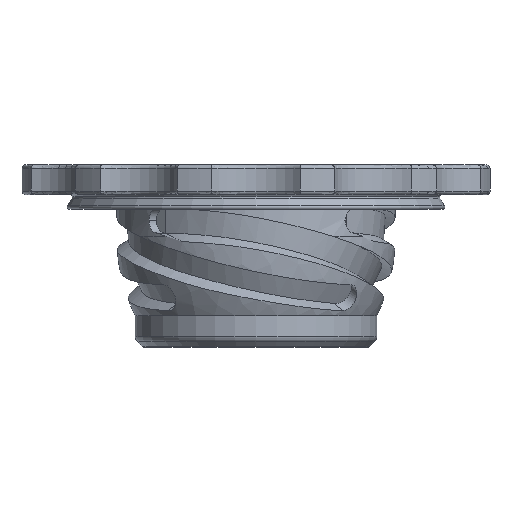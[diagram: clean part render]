
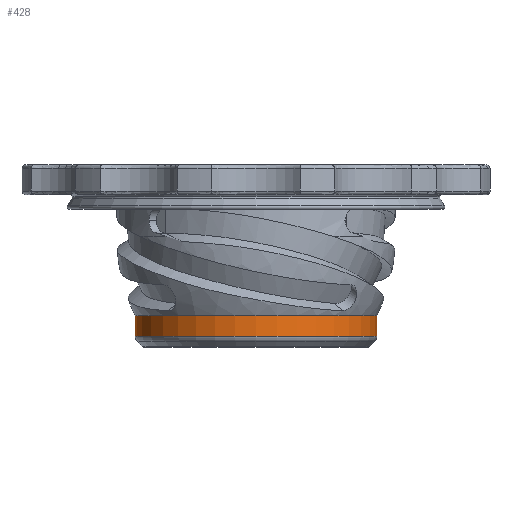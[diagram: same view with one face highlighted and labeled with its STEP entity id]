
A CAD part, front view. The second image highlights one B-rep face of the part: STEP entity #428.
In plain terms, the highlighted cylindrical face has radius 25.781 mm (diameter 51.562 mm), a partial arc.
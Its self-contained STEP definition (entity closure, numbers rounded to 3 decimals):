
#428 = ADVANCED_FACE ( 'NONE', ( #6364 ), #9425, .T. ) ;
#776 = VERTEX_POINT ( 'NONE', #4716 ) ;
#845 = DIRECTION ( 'NONE',  ( 0., 0., -1. ) ) ;
#1077 = VECTOR ( 'NONE', #845, 1000. ) ;
#1644 = EDGE_CURVE ( 'NONE', #9575, #2869, #4604, .T. ) ;
#1701 = AXIS2_PLACEMENT_3D ( 'NONE', #8809, #8754, #8848 ) ;
#2413 = DIRECTION ( 'NONE',  ( 0., 0., -1. ) ) ;
#2626 = EDGE_CURVE ( 'NONE', #2869, #5906, #3545, .T. ) ;
#2758 = ORIENTED_EDGE ( 'NONE', *, *, #9034, .F. ) ;
#2869 = VERTEX_POINT ( 'NONE', #3946 ) ;
#3346 = AXIS2_PLACEMENT_3D ( 'NONE', #7575, #2413, #8486 ) ;
#3410 = CARTESIAN_POINT ( 'NONE',  ( -25.781, 0., -19.444 ) ) ;
#3545 = CIRCLE ( 'NONE', #4299, 25.781 ) ;
#3946 = CARTESIAN_POINT ( 'NONE',  ( -25.781, 0., -23.876 ) ) ;
#4299 = AXIS2_PLACEMENT_3D ( 'NONE', #8174, #4408, #6657 ) ;
#4321 = CARTESIAN_POINT ( 'NONE',  ( 25.781, 0., -23.876 ) ) ;
#4408 = DIRECTION ( 'NONE',  ( 0., 0., 1. ) ) ;
#4604 = LINE ( 'NONE', #5658, #7543 ) ;
#4716 = CARTESIAN_POINT ( 'NONE',  ( 25.781, 0., -19.444 ) ) ;
#4867 = LINE ( 'NONE', #6233, #1077 ) ;
#5257 = ORIENTED_EDGE ( 'NONE', *, *, #7728, .T. ) ;
#5658 = CARTESIAN_POINT ( 'NONE',  ( -25.781, 0., 500000. ) ) ;
#5906 = VERTEX_POINT ( 'NONE', #4321 ) ;
#5998 = CIRCLE ( 'NONE', #1701, 25.781 ) ;
#6233 = CARTESIAN_POINT ( 'NONE',  ( 25.781, 0., 500000. ) ) ;
#6364 = FACE_OUTER_BOUND ( 'NONE', #8231, .T. ) ;
#6493 = ORIENTED_EDGE ( 'NONE', *, *, #1644, .T. ) ;
#6657 = DIRECTION ( 'NONE',  ( 1., 0., 0. ) ) ;
#7484 = ORIENTED_EDGE ( 'NONE', *, *, #2626, .T. ) ;
#7543 = VECTOR ( 'NONE', #7966, 1000. ) ;
#7575 = CARTESIAN_POINT ( 'NONE',  ( 0., 0., 500000. ) ) ;
#7728 = EDGE_CURVE ( 'NONE', #776, #9575, #5998, .T. ) ;
#7966 = DIRECTION ( 'NONE',  ( 0., 0., -1. ) ) ;
#8174 = CARTESIAN_POINT ( 'NONE',  ( 0., 0., -23.876 ) ) ;
#8231 = EDGE_LOOP ( 'NONE', ( #2758, #5257, #6493, #7484 ) ) ;
#8486 = DIRECTION ( 'NONE',  ( -1., 0., 0. ) ) ;
#8754 = DIRECTION ( 'NONE',  ( 0., 0., -1. ) ) ;
#8809 = CARTESIAN_POINT ( 'NONE',  ( 0., 0., -19.444 ) ) ;
#8848 = DIRECTION ( 'NONE',  ( 1., 0., 0. ) ) ;
#9034 = EDGE_CURVE ( 'NONE', #776, #5906, #4867, .T. ) ;
#9425 = CYLINDRICAL_SURFACE ( 'NONE', #3346, 25.781 ) ;
#9575 = VERTEX_POINT ( 'NONE', #3410 ) ;
